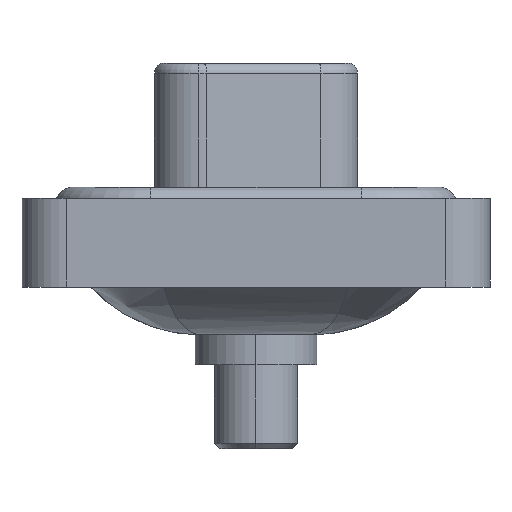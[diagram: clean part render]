
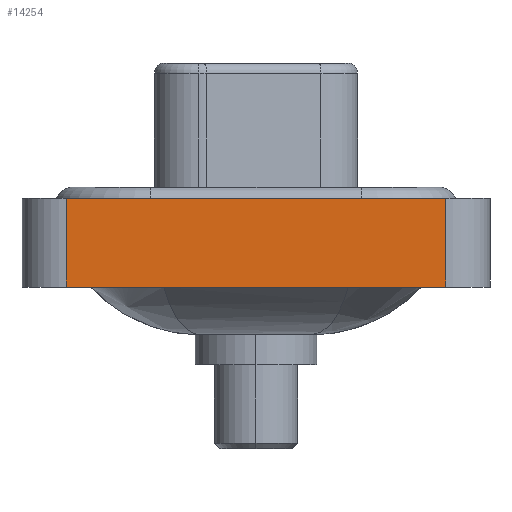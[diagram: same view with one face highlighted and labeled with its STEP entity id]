
A CAD part, left-side view. The second image highlights one B-rep face of the part: STEP entity #14254.
In plain terms, the highlighted planar face has unit normal (-1, 0, 0).
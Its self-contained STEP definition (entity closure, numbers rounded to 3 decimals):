
#658 = CARTESIAN_POINT ( 'NONE',  ( -7.3, -8.55, -3.6 ) ) ;
#1139 = LINE ( 'NONE', #5804, #16635 ) ;
#1212 = CARTESIAN_POINT ( 'NONE',  ( -7.3, 8.55, 0.4 ) ) ;
#1214 = EDGE_CURVE ( 'NONE', #7199, #6846, #7245, .T. ) ;
#1229 = VERTEX_POINT ( 'NONE', #18971 ) ;
#2029 = LINE ( 'NONE', #8837, #17486 ) ;
#2497 = ORIENTED_EDGE ( 'NONE', *, *, #18792, .F. ) ;
#4030 = VECTOR ( 'NONE', #9884, 1000. ) ;
#4194 = EDGE_LOOP ( 'NONE', ( #10344, #2497, #9147, #6158 ) ) ;
#4932 = CARTESIAN_POINT ( 'NONE',  ( -7.3, -8.55, 0.4 ) ) ;
#5804 = CARTESIAN_POINT ( 'NONE',  ( -7.3, -8.55, 0.4 ) ) ;
#6158 = ORIENTED_EDGE ( 'NONE', *, *, #7446, .T. ) ;
#6846 = VERTEX_POINT ( 'NONE', #1212 ) ;
#7007 = LINE ( 'NONE', #14418, #4030 ) ;
#7199 = VERTEX_POINT ( 'NONE', #9614 ) ;
#7245 = LINE ( 'NONE', #8783, #8941 ) ;
#7446 = EDGE_CURVE ( 'NONE', #7199, #1229, #2029, .T. ) ;
#8783 = CARTESIAN_POINT ( 'NONE',  ( -7.3, 8.55, -3.6 ) ) ;
#8837 = CARTESIAN_POINT ( 'NONE',  ( -7.3, -8.55, -3.6 ) ) ;
#8941 = VECTOR ( 'NONE', #10497, 1000. ) ;
#9147 = ORIENTED_EDGE ( 'NONE', *, *, #1214, .F. ) ;
#9481 = DIRECTION ( 'NONE',  ( 0., -1., 0. ) ) ;
#9482 = FACE_OUTER_BOUND ( 'NONE', #4194, .T. ) ;
#9614 = CARTESIAN_POINT ( 'NONE',  ( -7.3, 8.55, -3.6 ) ) ;
#9884 = DIRECTION ( 'NONE',  ( 0., 0., 1. ) ) ;
#10344 = ORIENTED_EDGE ( 'NONE', *, *, #17776, .T. ) ;
#10497 = DIRECTION ( 'NONE',  ( 0., 0., 1. ) ) ;
#11392 = AXIS2_PLACEMENT_3D ( 'NONE', #658, #15355, #16413 ) ;
#12081 = PLANE ( 'NONE',  #11392 ) ;
#13307 = DIRECTION ( 'NONE',  ( 0., -1., 0. ) ) ;
#14254 = ADVANCED_FACE ( 'NONE', ( #9482 ), #12081, .T. ) ;
#14288 = VERTEX_POINT ( 'NONE', #4932 ) ;
#14418 = CARTESIAN_POINT ( 'NONE',  ( -7.3, -8.55, -3.6 ) ) ;
#15355 = DIRECTION ( 'NONE',  ( -1., 0., 0. ) ) ;
#16413 = DIRECTION ( 'NONE',  ( 0., 0., 1. ) ) ;
#16635 = VECTOR ( 'NONE', #13307, 1000. ) ;
#17486 = VECTOR ( 'NONE', #9481, 1000. ) ;
#17776 = EDGE_CURVE ( 'NONE', #1229, #14288, #7007, .T. ) ;
#18792 = EDGE_CURVE ( 'NONE', #6846, #14288, #1139, .T. ) ;
#18971 = CARTESIAN_POINT ( 'NONE',  ( -7.3, -8.55, -3.6 ) ) ;
